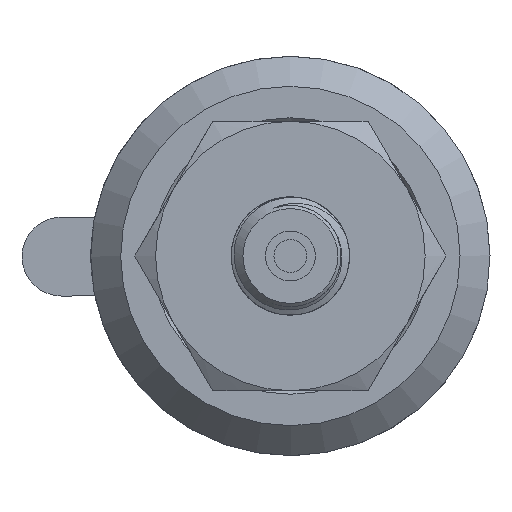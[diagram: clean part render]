
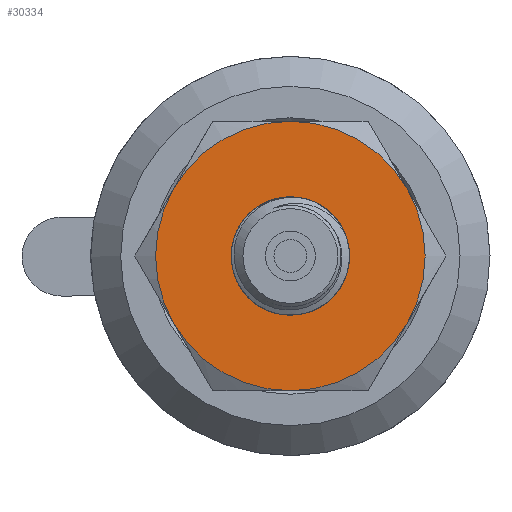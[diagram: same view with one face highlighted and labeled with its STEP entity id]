
A CAD part, left-side view. The second image highlights one B-rep face of the part: STEP entity #30334.
In plain terms, the highlighted planar face has unit normal (-1, 0, 0).
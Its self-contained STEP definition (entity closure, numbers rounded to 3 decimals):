
#521=PLANE('',#31875);
#1527=FACE_BOUND('',#3806,.T.);
#2101=FACE_OUTER_BOUND('',#3805,.T.);
#3805=EDGE_LOOP('',(#22346));
#3806=EDGE_LOOP('',(#22347));
#5310=CIRCLE('',#31856,5.9);
#5317=CIRCLE('',#31873,13.5);
#13398=VERTEX_POINT('',#50900);
#13403=VERTEX_POINT('',#51624);
#16765=EDGE_CURVE('',#13398,#13398,#5310,.T.);
#16778=EDGE_CURVE('',#13403,#13403,#5317,.T.);
#22346=ORIENTED_EDGE('',*,*,#16778,.F.);
#22347=ORIENTED_EDGE('',*,*,#16765,.T.);
#30334=ADVANCED_FACE('',(#2101,#1527),#521,.T.);
#31856=AXIS2_PLACEMENT_3D('',#50901,#34357,#34358);
#31873=AXIS2_PLACEMENT_3D('',#51626,#34395,#34396);
#31875=AXIS2_PLACEMENT_3D('',#51628,#34399,#34400);
#34357=DIRECTION('center_axis',(1.,0.,0.));
#34358=DIRECTION('ref_axis',(0.,0.,-1.));
#34395=DIRECTION('center_axis',(1.,0.,0.));
#34396=DIRECTION('ref_axis',(0.,0.,-1.));
#34399=DIRECTION('center_axis',(-1.,0.,0.));
#34400=DIRECTION('ref_axis',(0.,0.,1.));
#50900=CARTESIAN_POINT('',(-47.,0.,5.9));
#50901=CARTESIAN_POINT('Origin',(-47.,0.,0.));
#51624=CARTESIAN_POINT('',(-47.,-13.5,0.));
#51626=CARTESIAN_POINT('Origin',(-47.,0.,0.));
#51628=CARTESIAN_POINT('Origin',(-47.,13.5,0.));
